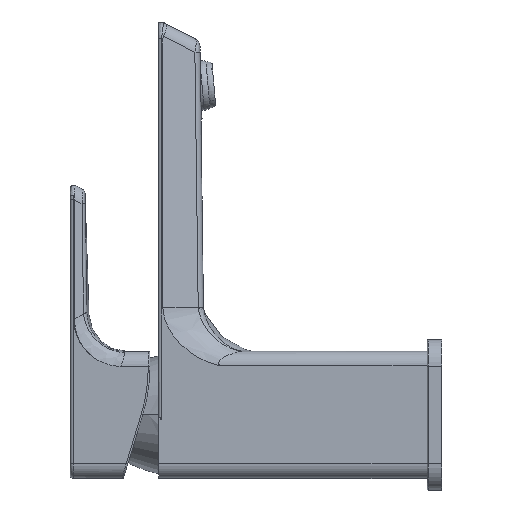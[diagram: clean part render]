
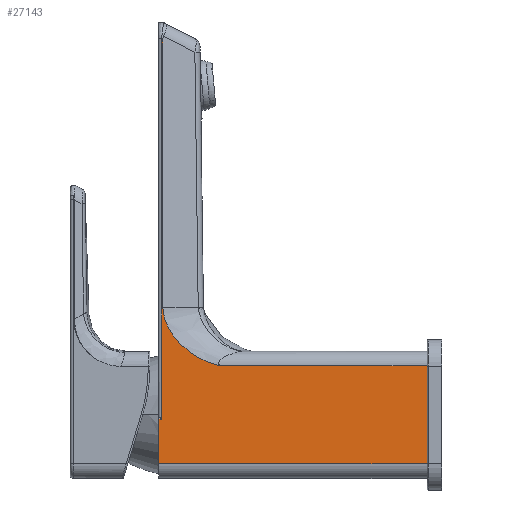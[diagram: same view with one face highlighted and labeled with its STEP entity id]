
A CAD part, left-side view. The second image highlights one B-rep face of the part: STEP entity #27143.
In plain terms, the highlighted face is planar.
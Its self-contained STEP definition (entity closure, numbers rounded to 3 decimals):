
#1861=DIRECTION('',(0.,1.,0.));
#1862=VECTOR('',#1861,0.954);
#1863=CARTESIAN_POINT('',(-1.5,91.434,21.5));
#1864=LINE('',#1863,#1862);
#9601=CARTESIAN_POINT('',(16.586,70.699,21.5));
#9638=DIRECTION('',(0.,-1.,0.));
#9639=VECTOR('',#9638,69.312);
#9640=CARTESIAN_POINT('',(16.586,70.699,21.5));
#9641=LINE('',#9640,#9639);
#9652=DIRECTION('',(1.,0.,0.));
#9653=VECTOR('',#9652,33.19);
#9654=CARTESIAN_POINT('',(-16.595,1.388,21.5));
#9655=LINE('',#9654,#9653);
#9659=DIRECTION('',(0.,1.,0.));
#9660=VECTOR('',#9659,91.);
#9661=CARTESIAN_POINT('',(-16.595,1.388,21.5));
#9662=LINE('',#9661,#9660);
#9666=DIRECTION('',(1.,0.,0.));
#9667=VECTOR('',#9666,15.095);
#9668=CARTESIAN_POINT('',(-16.595,92.388,21.5));
#9669=LINE('',#9668,#9667);
#9673=DIRECTION('',(0.456,0.89,0.));
#9674=VECTOR('',#9673,0.487);
#9675=CARTESIAN_POINT('',(127.489,91.,21.5));
#9676=LINE('',#9675,#9674);
#9680=CARTESIAN_POINT('',(36.5,91.,21.5));
#9681=CARTESIAN_POINT('',(35.889,91.,21.5));
#9682=CARTESIAN_POINT('',(34.62,90.908,21.5));
#9683=CARTESIAN_POINT('',(32.588,90.455,21.5));
#9684=CARTESIAN_POINT('',(30.403,89.63,21.5));
#9685=CARTESIAN_POINT('',(28.077,88.367,21.5));
#9686=CARTESIAN_POINT('',(25.662,86.611,21.5));
#9687=CARTESIAN_POINT('',(23.268,84.354,21.5));
#9688=CARTESIAN_POINT('',(21.077,81.698,21.5));
#9689=CARTESIAN_POINT('',(19.268,78.867,21.5));
#9690=CARTESIAN_POINT('',(17.883,75.955,21.5));
#9691=CARTESIAN_POINT('',(16.998,73.226,21.5));
#9692=CARTESIAN_POINT('',(16.681,71.522,21.5));
#9693=CARTESIAN_POINT('',(16.586,70.699,21.5));
#9713=DIRECTION('',(1.,0.,0.));
#9714=VECTOR('',#9713,129.211);
#9715=CARTESIAN_POINT('',(-1.5,91.434,21.5));
#9716=LINE('',#9715,#9714);
#9734=DIRECTION('',(-1.,0.,0.));
#9735=VECTOR('',#9734,90.989);
#9736=CARTESIAN_POINT('',(127.489,91.,21.5));
#9737=LINE('',#9736,#9735);
#14440=CARTESIAN_POINT('',(127.489,91.,21.5));
#14441=CARTESIAN_POINT('',(36.5,91.,21.5));
#14442=VERTEX_POINT('',#14440);
#14443=VERTEX_POINT('',#14441);
#14444=CARTESIAN_POINT('',(127.711,91.434,21.5));
#14445=VERTEX_POINT('',#14444);
#14487=VERTEX_POINT('',#9601);
#14576=CARTESIAN_POINT('',(-16.595,1.388,21.5));
#14577=VERTEX_POINT('',#14576);
#14578=CARTESIAN_POINT('',(16.595,1.388,21.5));
#14579=VERTEX_POINT('',#14578);
#14757=CARTESIAN_POINT('',(-1.5,91.434,21.5));
#14758=VERTEX_POINT('',#14757);
#14763=CARTESIAN_POINT('',(-16.595,92.388,21.5));
#14764=CARTESIAN_POINT('',(-1.5,92.388,21.5));
#14765=VERTEX_POINT('',#14763);
#14766=VERTEX_POINT('',#14764);
#27124=CARTESIAN_POINT('',(-21.5,0.,21.5));
#27125=DIRECTION('',(0.,0.,1.));
#27126=DIRECTION('',(1.,0.,0.));
#27127=AXIS2_PLACEMENT_3D('',#27124,#27125,#27126);
#27128=PLANE('',#27127);
#27129=ORIENTED_EDGE('',*,*,#25704,.F.);
#27131=ORIENTED_EDGE('',*,*,#27130,.T.);
#27132=ORIENTED_EDGE('',*,*,#14814,.T.);
#27133=ORIENTED_EDGE('',*,*,#14791,.F.);
#27135=ORIENTED_EDGE('',*,*,#27134,.T.);
#27136=ORIENTED_EDGE('',*,*,#26733,.F.);
#27138=ORIENTED_EDGE('',*,*,#27137,.T.);
#27139=ORIENTED_EDGE('',*,*,#27089,.T.);
#27140=ORIENTED_EDGE('',*,*,#27110,.T.);
#27141=EDGE_LOOP('',(#27129,#27131,#27132,#27133,#27135,#27136,#27138,#27139,
#27140));
#27142=FACE_OUTER_BOUND('',#27141,.F.);
#27143=ADVANCED_FACE('',(#27142),#27128,.T.);
#9694=B_SPLINE_CURVE_WITH_KNOTS('',3,(#9680,#9681,#9682,#9683,#9684,#9685,#9686,
#9687,#9688,#9689,#9690,#9691,#9692,#9693),.UNSPECIFIED.,.F.,.F.,(4,1,1,1,1,1,1,
1,1,1,1,4),(0.,0.091,0.182,0.273,
0.364,0.455,0.545,0.636,
0.727,0.818,0.909,1.),.UNSPECIFIED.);
#14791=EDGE_CURVE('',#14758,#14766,#1864,.T.);
#14814=EDGE_CURVE('',#14765,#14766,#9669,.T.);
#25704=EDGE_CURVE('',#14577,#14579,#9655,.T.);
#26733=EDGE_CURVE('',#14442,#14445,#9676,.T.);
#27089=EDGE_CURVE('',#14443,#14487,#9694,.T.);
#27110=EDGE_CURVE('',#14487,#14579,#9641,.T.);
#27130=EDGE_CURVE('',#14577,#14765,#9662,.T.);
#27134=EDGE_CURVE('',#14758,#14445,#9716,.T.);
#27137=EDGE_CURVE('',#14442,#14443,#9737,.T.);
